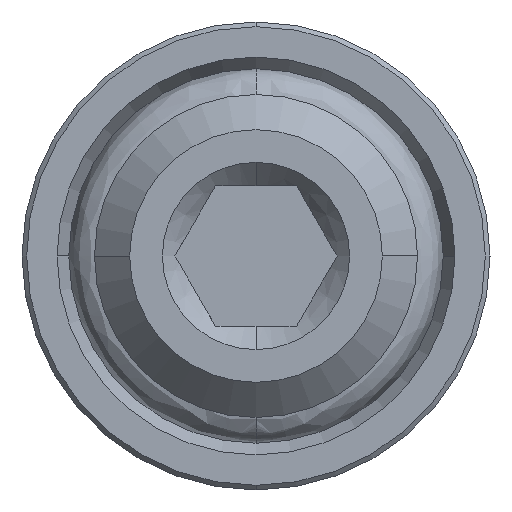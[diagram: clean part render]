
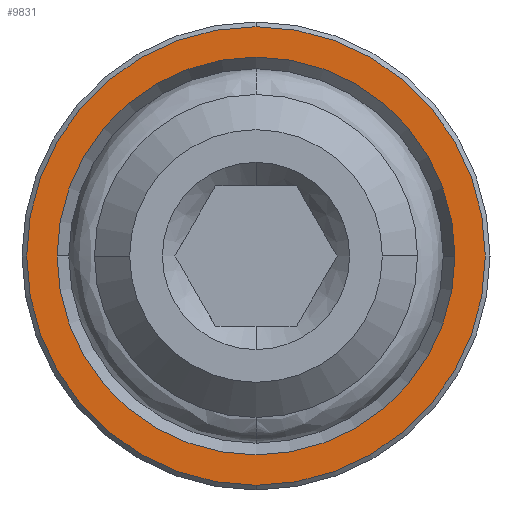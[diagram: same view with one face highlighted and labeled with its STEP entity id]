
A CAD part, front view. The second image highlights one B-rep face of the part: STEP entity #9831.
In plain terms, the highlighted planar face has unit normal (0, -1, 0).
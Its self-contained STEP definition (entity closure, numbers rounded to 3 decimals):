
#147 = CARTESIAN_POINT ( 'NONE',  ( -18.244, 8.4, 0. ) ) ;
#203 = AXIS2_PLACEMENT_3D ( 'NONE', #9142, #11658, #7619 ) ;
#417 = VERTEX_POINT ( 'NONE', #6318 ) ;
#1012 = AXIS2_PLACEMENT_3D ( 'NONE', #1065, #7469, #1958 ) ;
#1065 = CARTESIAN_POINT ( 'NONE',  ( -18.952, 8.4, 4.959 ) ) ;
#1274 = ORIENTED_EDGE ( 'NONE', *, *, #2306, .T. ) ;
#1357 = FACE_OUTER_BOUND ( 'NONE', #4529, .T. ) ;
#1413 = VERTEX_POINT ( 'NONE', #147 ) ;
#1424 = EDGE_LOOP ( 'NONE', ( #1274, #4580 ) ) ;
#1925 = PLANE ( 'NONE',  #1012 ) ;
#1958 = DIRECTION ( 'NONE',  ( 0., 0., -1. ) ) ;
#2306 = EDGE_CURVE ( 'NONE', #8454, #1413, #9839, .T. ) ;
#2318 = AXIS2_PLACEMENT_3D ( 'NONE', #11298, #6726, #5494 ) ;
#3109 = AXIS2_PLACEMENT_3D ( 'NONE', #3538, #9989, #4455 ) ;
#3271 = EDGE_CURVE ( 'NONE', #417, #6051, #4466, .T. ) ;
#3411 = ORIENTED_EDGE ( 'NONE', *, *, #7076, .T. ) ;
#3538 = CARTESIAN_POINT ( 'NONE',  ( -13.994, 8.4, 0. ) ) ;
#3751 = CIRCLE ( 'NONE', #9264, 4.25 ) ;
#3792 = FACE_BOUND ( 'NONE', #1424, .T. ) ;
#4028 = EDGE_CURVE ( 'NONE', #1413, #8454, #3751, .T. ) ;
#4455 = DIRECTION ( 'NONE',  ( 0., 0., 1. ) ) ;
#4466 = CIRCLE ( 'NONE', #2318, 4.9 ) ;
#4529 = EDGE_LOOP ( 'NONE', ( #3411, #6158 ) ) ;
#4580 = ORIENTED_EDGE ( 'NONE', *, *, #4028, .T. ) ;
#5494 = DIRECTION ( 'NONE',  ( 0., 0., 1. ) ) ;
#5593 = DIRECTION ( 'NONE',  ( 0., 1., 0. ) ) ;
#6051 = VERTEX_POINT ( 'NONE', #7214 ) ;
#6158 = ORIENTED_EDGE ( 'NONE', *, *, #3271, .T. ) ;
#6318 = CARTESIAN_POINT ( 'NONE',  ( -13.994, 8.4, -4.9 ) ) ;
#6726 = DIRECTION ( 'NONE',  ( 0., -1., 0. ) ) ;
#7076 = EDGE_CURVE ( 'NONE', #6051, #417, #8088, .T. ) ;
#7214 = CARTESIAN_POINT ( 'NONE',  ( -13.994, 8.4, 4.9 ) ) ;
#7469 = DIRECTION ( 'NONE',  ( 0., -1., 0. ) ) ;
#7619 = DIRECTION ( 'NONE',  ( 1., 0., 0. ) ) ;
#8088 = CIRCLE ( 'NONE', #3109, 4.9 ) ;
#8454 = VERTEX_POINT ( 'NONE', #11241 ) ;
#9142 = CARTESIAN_POINT ( 'NONE',  ( -13.994, 8.4, 0. ) ) ;
#9220 = DIRECTION ( 'NONE',  ( 1., 0., 0. ) ) ;
#9264 = AXIS2_PLACEMENT_3D ( 'NONE', #9513, #5593, #9220 ) ;
#9513 = CARTESIAN_POINT ( 'NONE',  ( -13.994, 8.4, 0. ) ) ;
#9831 = ADVANCED_FACE ( 'NONE', ( #3792, #1357 ), #1925, .T. ) ;
#9839 = CIRCLE ( 'NONE', #203, 4.25 ) ;
#9989 = DIRECTION ( 'NONE',  ( 0., -1., 0. ) ) ;
#11241 = CARTESIAN_POINT ( 'NONE',  ( -9.744, 8.4, 0. ) ) ;
#11298 = CARTESIAN_POINT ( 'NONE',  ( -13.994, 8.4, 0. ) ) ;
#11658 = DIRECTION ( 'NONE',  ( 0., 1., 0. ) ) ;
